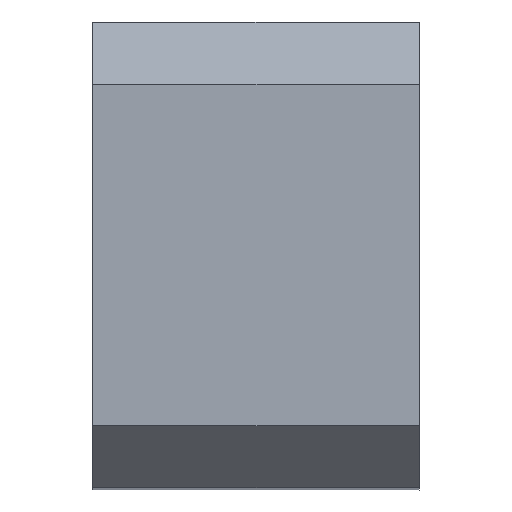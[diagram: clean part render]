
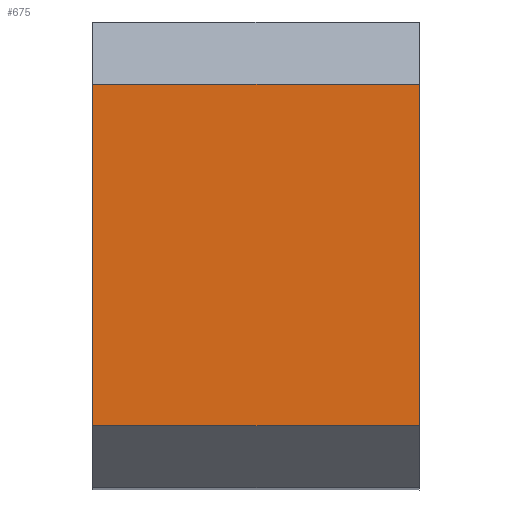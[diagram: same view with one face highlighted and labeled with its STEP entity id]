
A CAD part, top view. The second image highlights one B-rep face of the part: STEP entity #675.
In plain terms, the highlighted planar face has unit normal (0, 0, 1).
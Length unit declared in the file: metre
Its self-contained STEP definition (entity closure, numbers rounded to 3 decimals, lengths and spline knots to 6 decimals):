
#130=ORIENTED_EDGE('',*,*,#226,.T.);
#131=ORIENTED_EDGE('',*,*,#285,.T.);
#132=ORIENTED_EDGE('',*,*,#246,.F.);
#133=ORIENTED_EDGE('',*,*,#286,.T.);
#226=EDGE_CURVE('',#321,#320,#384,.T.);
#246=EDGE_CURVE('',#340,#341,#402,.T.);
#285=EDGE_CURVE('',#320,#341,#439,.T.);
#286=EDGE_CURVE('',#340,#321,#440,.T.);
#320=VERTEX_POINT('',#950);
#321=VERTEX_POINT('',#952);
#340=VERTEX_POINT('',#991);
#341=VERTEX_POINT('',#993);
#384=LINE('',#951,#474);
#402=LINE('',#992,#492);
#439=LINE('',#1067,#529);
#440=LINE('',#1068,#530);
#474=VECTOR('',#766,1.);
#492=VECTOR('',#790,1.);
#529=VECTOR('',#861,1.);
#530=VECTOR('',#862,1.);
#567=EDGE_LOOP('',(#130,#131,#132,#133));
#609=FACE_BOUND('',#567,.T.);
#644=PLANE('',#725);
#675=ADVANCED_FACE('',(#609),#644,.F.);
#725=AXIS2_PLACEMENT_3D('',#1066,#859,#860);
#766=DIRECTION('',(0.,1.,0.));
#790=DIRECTION('',(0.,1.,0.));
#859=DIRECTION('',(0.,0.,-1.));
#860=DIRECTION('',(0.,1.,0.));
#861=DIRECTION('',(-1.,0.,0.));
#862=DIRECTION('',(1.,0.,0.));
#950=CARTESIAN_POINT('',(-0.0045,0.0055,0.0207));
#951=CARTESIAN_POINT('',(-0.0045,0.,0.0207));
#952=CARTESIAN_POINT('',(-0.0045,-0.0055,0.0207));
#991=CARTESIAN_POINT('',(-0.015,-0.0055,0.0207));
#992=CARTESIAN_POINT('',(-0.015,0.,0.0207));
#993=CARTESIAN_POINT('',(-0.015,0.0055,0.0207));
#1066=CARTESIAN_POINT('',(-0.0091,0.,0.0207));
#1067=CARTESIAN_POINT('',(-0.0091,0.0055,0.0207));
#1068=CARTESIAN_POINT('',(-0.0045,-0.0055,0.0207));
